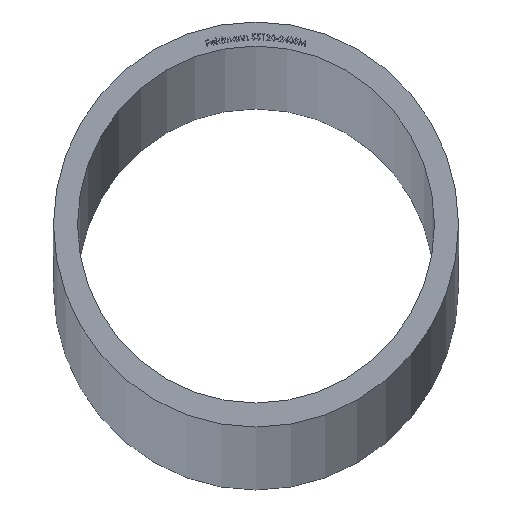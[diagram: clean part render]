
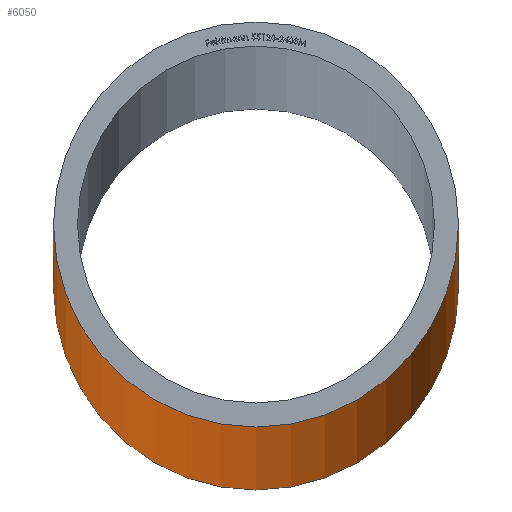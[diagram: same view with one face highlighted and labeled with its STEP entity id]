
A CAD part, top view. The second image highlights one B-rep face of the part: STEP entity #6050.
In plain terms, the highlighted cylindrical face has radius 16.85 mm (diameter 33.7 mm), a partial arc.
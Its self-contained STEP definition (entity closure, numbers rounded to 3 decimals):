
#74 = DIRECTION ( 'NONE',  ( 0., 0., 1. ) ) ;
#904 = CARTESIAN_POINT ( 'NONE',  ( 0., 0., -3000. ) ) ;
#913 = EDGE_CURVE ( 'NONE', #7843, #3446, #8538, .T. ) ;
#1494 = CIRCLE ( 'NONE', #3454, 16.85 ) ;
#1503 = EDGE_CURVE ( 'NONE', #9285, #5885, #1494, .T. ) ;
#1953 = DIRECTION ( 'NONE',  ( 1., 0., 0. ) ) ;
#1989 = DIRECTION ( 'NONE',  ( 1., 0., 0. ) ) ;
#2593 = VECTOR ( 'NONE', #2904, 1000. ) ;
#2797 = FACE_OUTER_BOUND ( 'NONE', #7770, .T. ) ;
#2904 = DIRECTION ( 'NONE',  ( 0., 0., 1. ) ) ;
#3446 = VERTEX_POINT ( 'NONE', #9507 ) ;
#3454 = AXIS2_PLACEMENT_3D ( 'NONE', #9020, #8968, #8927 ) ;
#4002 = CARTESIAN_POINT ( 'NONE',  ( -16.85, 0., -3000. ) ) ;
#4872 = VECTOR ( 'NONE', #74, 1000. ) ;
#5885 = VERTEX_POINT ( 'NONE', #11464 ) ;
#5991 = AXIS2_PLACEMENT_3D ( 'NONE', #11988, #6283, #1953 ) ;
#6050 = ADVANCED_FACE ( 'NONE', ( #2797 ), #8310, .T. ) ;
#6283 = DIRECTION ( 'NONE',  ( 0., 0., 1. ) ) ;
#6539 = CARTESIAN_POINT ( 'NONE',  ( -16.85, 0., 0. ) ) ;
#6625 = CARTESIAN_POINT ( 'NONE',  ( 16.85, 0., -3000. ) ) ;
#6705 = EDGE_CURVE ( 'NONE', #3446, #5885, #13199, .T. ) ;
#6799 = ORIENTED_EDGE ( 'NONE', *, *, #1503, .F. ) ;
#6810 = ORIENTED_EDGE ( 'NONE', *, *, #6705, .T. ) ;
#6983 = ORIENTED_EDGE ( 'NONE', *, *, #913, .T. ) ;
#7317 = ORIENTED_EDGE ( 'NONE', *, *, #13056, .F. ) ;
#7770 = EDGE_LOOP ( 'NONE', ( #7317, #6983, #6810, #6799 ) ) ;
#7843 = VERTEX_POINT ( 'NONE', #10010 ) ;
#8310 = CYLINDRICAL_SURFACE ( 'NONE', #9421, 16.85 ) ;
#8538 = CIRCLE ( 'NONE', #5991, 16.85 ) ;
#8927 = DIRECTION ( 'NONE',  ( 1., 0., 0. ) ) ;
#8968 = DIRECTION ( 'NONE',  ( 0., 0., 1. ) ) ;
#9020 = CARTESIAN_POINT ( 'NONE',  ( 0., 0., 0. ) ) ;
#9285 = VERTEX_POINT ( 'NONE', #6539 ) ;
#9421 = AXIS2_PLACEMENT_3D ( 'NONE', #904, #11833, #1989 ) ;
#9507 = CARTESIAN_POINT ( 'NONE',  ( 16.85, 0., -3000. ) ) ;
#10010 = CARTESIAN_POINT ( 'NONE',  ( -16.85, 0., -3000. ) ) ;
#11348 = LINE ( 'NONE', #4002, #2593 ) ;
#11464 = CARTESIAN_POINT ( 'NONE',  ( 16.85, 0., 0. ) ) ;
#11833 = DIRECTION ( 'NONE',  ( 0., 0., 1. ) ) ;
#11988 = CARTESIAN_POINT ( 'NONE',  ( 0., 0., -3000. ) ) ;
#13056 = EDGE_CURVE ( 'NONE', #7843, #9285, #11348, .T. ) ;
#13199 = LINE ( 'NONE', #6625, #4872 ) ;
